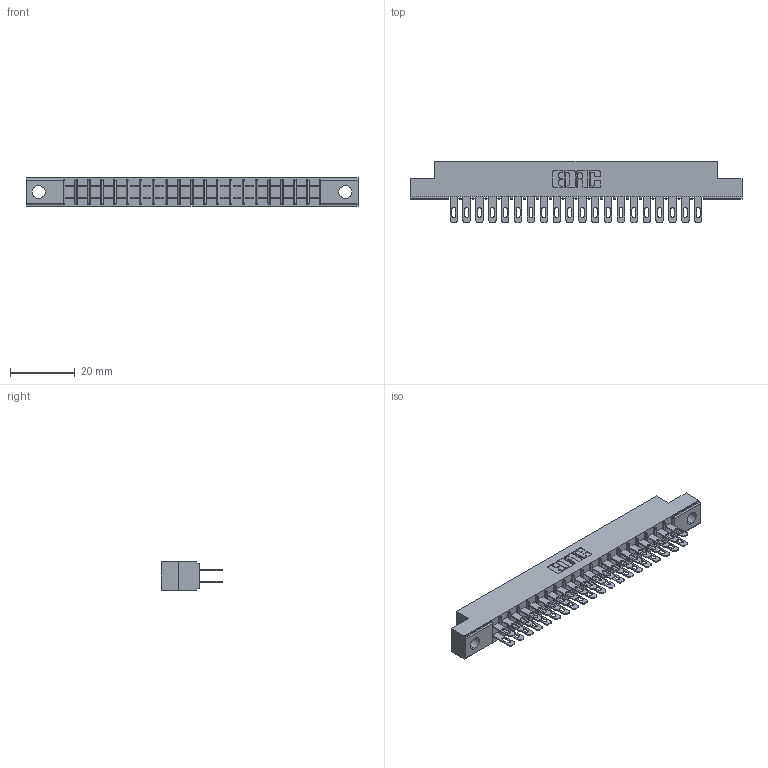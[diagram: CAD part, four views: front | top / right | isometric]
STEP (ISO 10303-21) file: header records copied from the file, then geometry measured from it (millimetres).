
FILE_DESCRIPTION (( 'STEP AP203' ), '1' );
FILE_NAME ('315-040-500-204.STEP', '2019-09-10T17:14:06', ( '' ), ( '' ), 'SwSTEP 2.0', 'SolidWorks 2016', '' );
FILE_SCHEMA (( 'CONFIG_CONTROL_DESIGN' ));
Length unit declared in the file: inch
Products named in the file (3): 315-040-500-204; 305-290-001_500; 305 Part_.156 Dia
Assembly tree (41 placements, depth 2):
  315-040-500-204
    305 Part_.156 Dia
    305-290-001_500  x40
Bounding box: 102.26 x 18.85 x 8.71 mm (x, y, z)
Volume: 6438 mm3; surface area: 12635.4 mm2
Topology: 41 solids, 41 shells, 2130 faces, 6092 edges, 3952 vertices
Faces by surface type: plane 1202, cylinder 848, sphere 80
Entity records: 24773 total; most frequent: CARTESIAN_POINT 4104, ORIENTED_EDGE 4068, DIRECTION 3982, EDGE_CURVE 2034, VECTOR 1626, LINE 1626, VERTEX_POINT 1300, AXIS2_PLACEMENT_3D 1178
